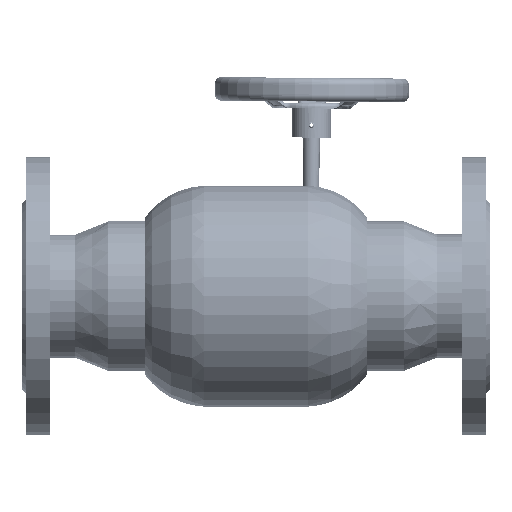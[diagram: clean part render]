
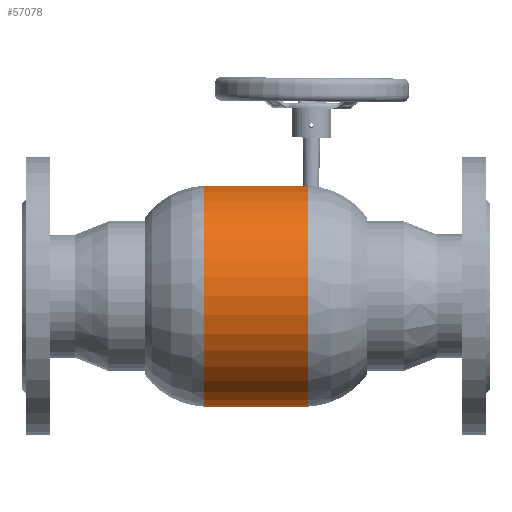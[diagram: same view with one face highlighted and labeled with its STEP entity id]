
A CAD part, front view. The second image highlights one B-rep face of the part: STEP entity #57078.
In plain terms, the highlighted cylindrical face has radius 79.5 mm (diameter 159 mm), a partial arc.
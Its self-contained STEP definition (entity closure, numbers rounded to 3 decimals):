
#3874 = DIRECTION ( 'NONE',  ( -1., 0., 0. ) ) ;
#7472 = CARTESIAN_POINT ( 'NONE',  ( 0., 0., 0. ) ) ;
#7607 = EDGE_CURVE ( 'NONE', #46036, #144962, #19176, .T. ) ;
#8206 = DIRECTION ( 'NONE',  ( 0., 0., 1. ) ) ;
#8713 = AXIS2_PLACEMENT_3D ( 'NONE', #12612, #136182, #47185 ) ;
#11565 = CARTESIAN_POINT ( 'NONE',  ( 37.5, 0., 0. ) ) ;
#12612 = CARTESIAN_POINT ( 'NONE',  ( -37.5, 0., 0. ) ) ;
#14329 = CARTESIAN_POINT ( 'NONE',  ( 37.5, 0., 79.5 ) ) ;
#18726 = CARTESIAN_POINT ( 'NONE',  ( -37.5, 0., -79.5 ) ) ;
#19176 = LINE ( 'NONE', #121386, #70978 ) ;
#20487 = CIRCLE ( 'NONE', #8713, 79.5 ) ;
#35556 = LINE ( 'NONE', #37731, #70720 ) ;
#37731 = CARTESIAN_POINT ( 'NONE',  ( 0., 0., 79.5 ) ) ;
#39857 = CARTESIAN_POINT ( 'NONE',  ( 37.5, 0., -79.5 ) ) ;
#46036 = VERTEX_POINT ( 'NONE', #39857 ) ;
#46597 = ORIENTED_EDGE ( 'NONE', *, *, #87864, .F. ) ;
#47185 = DIRECTION ( 'NONE',  ( 0., 0., 1. ) ) ;
#57078 = ADVANCED_FACE ( 'NONE', ( #137761 ), #117829, .T. ) ;
#61889 = EDGE_CURVE ( 'NONE', #46036, #136143, #111290, .T. ) ;
#62667 = CARTESIAN_POINT ( 'NONE',  ( -37.5, 0., 79.5 ) ) ;
#64901 = EDGE_LOOP ( 'NONE', ( #111904, #109947, #74414, #46597 ) ) ;
#66748 = DIRECTION ( 'NONE',  ( 0., 0., 1. ) ) ;
#70720 = VECTOR ( 'NONE', #3874, 1000. ) ;
#70978 = VECTOR ( 'NONE', #97137, 1000. ) ;
#74414 = ORIENTED_EDGE ( 'NONE', *, *, #95091, .T. ) ;
#87864 = EDGE_CURVE ( 'NONE', #144962, #99622, #20487, .T. ) ;
#88107 = DIRECTION ( 'NONE',  ( -1., 0., 0. ) ) ;
#94388 = AXIS2_PLACEMENT_3D ( 'NONE', #7472, #128866, #8206 ) ;
#95091 = EDGE_CURVE ( 'NONE', #136143, #99622, #35556, .T. ) ;
#97137 = DIRECTION ( 'NONE',  ( -1., 0., 0. ) ) ;
#99622 = VERTEX_POINT ( 'NONE', #62667 ) ;
#109947 = ORIENTED_EDGE ( 'NONE', *, *, #61889, .T. ) ;
#111290 = CIRCLE ( 'NONE', #127772, 79.5 ) ;
#111904 = ORIENTED_EDGE ( 'NONE', *, *, #7607, .F. ) ;
#117829 = CYLINDRICAL_SURFACE ( 'NONE', #94388, 79.5 ) ;
#121386 = CARTESIAN_POINT ( 'NONE',  ( 0., 0., -79.5 ) ) ;
#127772 = AXIS2_PLACEMENT_3D ( 'NONE', #11565, #88107, #66748 ) ;
#128866 = DIRECTION ( 'NONE',  ( -1., 0., 0. ) ) ;
#136143 = VERTEX_POINT ( 'NONE', #14329 ) ;
#136182 = DIRECTION ( 'NONE',  ( -1., 0., 0. ) ) ;
#137761 = FACE_OUTER_BOUND ( 'NONE', #64901, .T. ) ;
#144962 = VERTEX_POINT ( 'NONE', #18726 ) ;
